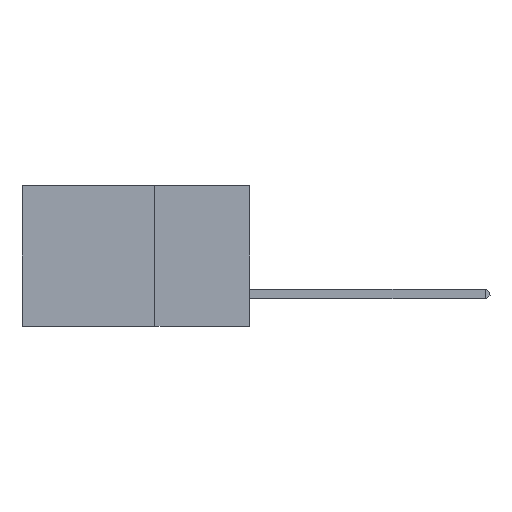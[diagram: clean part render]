
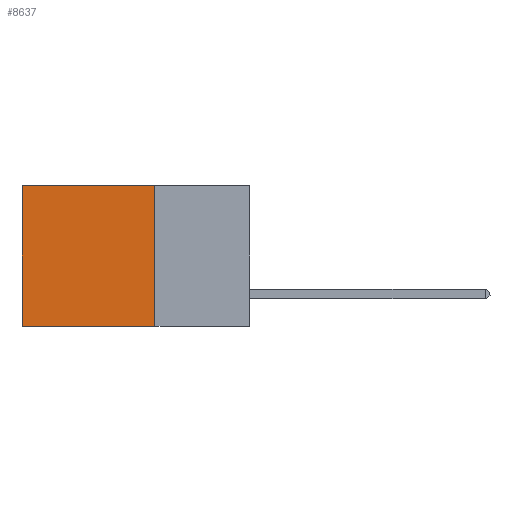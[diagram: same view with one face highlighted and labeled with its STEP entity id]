
A CAD part, left-side view. The second image highlights one B-rep face of the part: STEP entity #8637.
In plain terms, the highlighted planar face has unit normal (-1, 0, 0).
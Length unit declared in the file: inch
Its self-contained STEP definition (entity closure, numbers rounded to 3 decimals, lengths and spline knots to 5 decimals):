
#182 = EDGE_CURVE ( 'NONE', #8472, #3316, #4533, .T. ) ;
#1486 = FACE_OUTER_BOUND ( 'NONE', #10068, .T. ) ;
#1601 = DIRECTION ( 'NONE',  ( 0., 0., -1. ) ) ;
#2986 = DIRECTION ( 'NONE',  ( 0., 0., -1. ) ) ;
#3316 = VERTEX_POINT ( 'NONE', #9801 ) ;
#4454 = DIRECTION ( 'NONE',  ( 0., 1., 0. ) ) ;
#4533 = LINE ( 'NONE', #10904, #14529 ) ;
#5907 = EDGE_CURVE ( 'NONE', #10782, #8472, #14130, .T. ) ;
#6517 = CARTESIAN_POINT ( 'NONE',  ( 0.2875, 0.25, -0.37 ) ) ;
#6709 = CARTESIAN_POINT ( 'NONE',  ( 0.2875, 0.25, 0. ) ) ;
#6762 = CARTESIAN_POINT ( 'NONE',  ( 0.2875, 0.6, 0. ) ) ;
#6766 = LINE ( 'NONE', #14319, #12682 ) ;
#7566 = LINE ( 'NONE', #6762, #7980 ) ;
#7980 = VECTOR ( 'NONE', #1601, 39.37008 ) ;
#7986 = ORIENTED_EDGE ( 'NONE', *, *, #8569, .T. ) ;
#8244 = CARTESIAN_POINT ( 'NONE',  ( 0.2875, 0.25, 0. ) ) ;
#8410 = DIRECTION ( 'NONE',  ( 0., 0., -1. ) ) ;
#8449 = EDGE_CURVE ( 'NONE', #10782, #15739, #6766, .T. ) ;
#8472 = VERTEX_POINT ( 'NONE', #6517 ) ;
#8569 = EDGE_CURVE ( 'NONE', #15739, #3316, #7566, .T. ) ;
#8637 = ADVANCED_FACE ( 'NONE', ( #1486 ), #11812, .F. ) ;
#9407 = CARTESIAN_POINT ( 'NONE',  ( 0.2875, 0.25, 0. ) ) ;
#9714 = DIRECTION ( 'NONE',  ( 1., 0., 0. ) ) ;
#9801 = CARTESIAN_POINT ( 'NONE',  ( 0.2875, 0.6, -0.37 ) ) ;
#10068 = EDGE_LOOP ( 'NONE', ( #7986, #10883, #14945, #12027 ) ) ;
#10321 = CARTESIAN_POINT ( 'NONE',  ( 0.2875, 0.6, 0. ) ) ;
#10782 = VERTEX_POINT ( 'NONE', #9407 ) ;
#10883 = ORIENTED_EDGE ( 'NONE', *, *, #182, .F. ) ;
#10904 = CARTESIAN_POINT ( 'NONE',  ( 0.2875, 0.25, -0.37 ) ) ;
#11812 = PLANE ( 'NONE',  #16760 ) ;
#11890 = VECTOR ( 'NONE', #2986, 39.37008 ) ;
#12027 = ORIENTED_EDGE ( 'NONE', *, *, #8449, .T. ) ;
#12682 = VECTOR ( 'NONE', #15456, 39.37008 ) ;
#14130 = LINE ( 'NONE', #8244, #11890 ) ;
#14319 = CARTESIAN_POINT ( 'NONE',  ( 0.2875, 0.25, 0. ) ) ;
#14529 = VECTOR ( 'NONE', #4454, 39.37008 ) ;
#14945 = ORIENTED_EDGE ( 'NONE', *, *, #5907, .F. ) ;
#15456 = DIRECTION ( 'NONE',  ( 0., 1., 0. ) ) ;
#15739 = VERTEX_POINT ( 'NONE', #10321 ) ;
#16760 = AXIS2_PLACEMENT_3D ( 'NONE', #6709, #9714, #8410 ) ;
